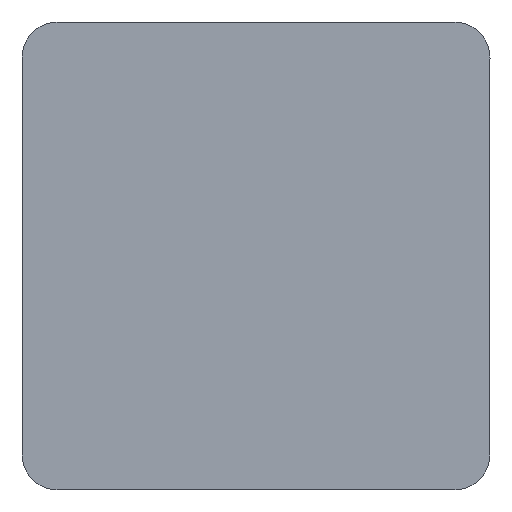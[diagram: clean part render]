
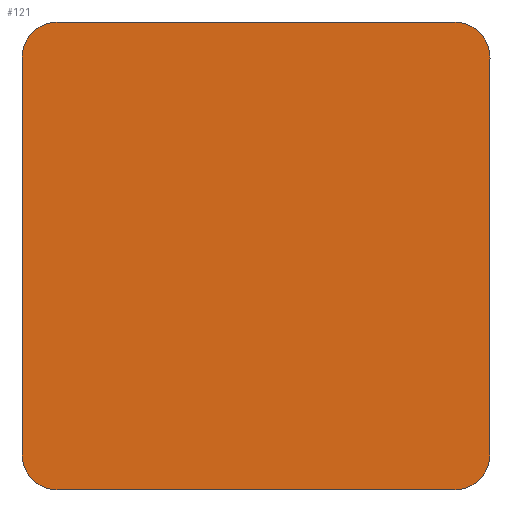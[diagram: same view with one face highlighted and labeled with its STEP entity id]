
A CAD part, top view. The second image highlights one B-rep face of the part: STEP entity #121.
In plain terms, the highlighted planar face has unit normal (0, 0, 1).
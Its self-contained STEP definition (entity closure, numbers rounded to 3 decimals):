
#79=VERTEX_POINT('',#197);
#97=VERTEX_POINT('',#218);
#99=EDGE_CURVE('',#171,#159,#220,.T.);
#101=EDGE_CURVE('',#97,#79,#222,.T.);
#111=EDGE_CURVE('',#159,#169,#233,.T.);
#113=VERTEX_POINT('',#235);
#117=VERTEX_POINT('',#239);
#119=EDGE_CURVE('',#117,#113,#241,.T.);
#121=ADVANCED_FACE('',(#243),#244,.T.);
#139=EDGE_CURVE('',#79,#141,#264,.T.);
#141=VERTEX_POINT('',#266);
#147=EDGE_CURVE('',#113,#97,#273,.T.);
#153=EDGE_CURVE('',#141,#171,#279,.T.);
#159=VERTEX_POINT('',#286);
#163=EDGE_CURVE('',#169,#117,#290,.T.);
#169=VERTEX_POINT('',#296);
#171=VERTEX_POINT('',#298);
#197=CARTESIAN_POINT('',(15.58,14.38,0.0));
#218=CARTESIAN_POINT('',(15.58,1.2,0.0));
#220=CIRCLE('',#346,1.2);
#222=LINE('',#349,#350);
#233=LINE('',#366,#367);
#235=CARTESIAN_POINT('',(14.38,0.0,0.0));
#239=CARTESIAN_POINT('',(1.2,0.0,0.0));
#241=LINE('',#376,#377);
#243=FACE_OUTER_BOUND('',#379,.T.);
#244=PLANE('',#380);
#264=CIRCLE('',#407,1.2);
#266=CARTESIAN_POINT('',(14.38,15.58,0.0));
#273=CIRCLE('',#419,1.2);
#279=LINE('',#428,#429);
#286=CARTESIAN_POINT('',(0.,14.38,0.0));
#290=CIRCLE('',#441,1.2);
#296=CARTESIAN_POINT('',(0.0,1.2,0.0));
#298=CARTESIAN_POINT('',(1.2,15.58,0.0));
#346=AXIS2_PLACEMENT_3D('',#497,#498,#499);
#349=CARTESIAN_POINT('',(15.58,1.2,0.0));
#350=VECTOR('',#500,1.0);
#366=CARTESIAN_POINT('',(0.0,14.38,0.0));
#367=VECTOR('',#511,1.0);
#376=CARTESIAN_POINT('',(1.2,0.0,0.0));
#377=VECTOR('',#512,1.0);
#379=EDGE_LOOP('',(#514,#515,#516,#517,#518,#519,#520,#521));
#380=AXIS2_PLACEMENT_3D('',#522,#523,#524);
#407=AXIS2_PLACEMENT_3D('',#548,#549,#550);
#419=AXIS2_PLACEMENT_3D('',#564,#565,#566);
#428=CARTESIAN_POINT('',(14.38,15.58,0.0));
#429=VECTOR('',#568,1.0);
#441=AXIS2_PLACEMENT_3D('',#577,#578,#579);
#497=CARTESIAN_POINT('',(1.2,14.38,0.0));
#498=DIRECTION('',(0.0,0.0,1.0));
#499=DIRECTION('',(0.,1.0,0.0));
#500=DIRECTION('',(0.0,1.0,0.0));
#511=DIRECTION('',(0.0,-1.0,0.0));
#512=DIRECTION('',(1.0,0.0,0.0));
#514=ORIENTED_EDGE('',*,*,#119,.T.);
#515=ORIENTED_EDGE('',*,*,#147,.T.);
#516=ORIENTED_EDGE('',*,*,#101,.T.);
#517=ORIENTED_EDGE('',*,*,#139,.T.);
#518=ORIENTED_EDGE('',*,*,#153,.T.);
#519=ORIENTED_EDGE('',*,*,#99,.T.);
#520=ORIENTED_EDGE('',*,*,#111,.T.);
#521=ORIENTED_EDGE('',*,*,#163,.T.);
#522=CARTESIAN_POINT('',(7.79,7.79,0.0));
#523=DIRECTION('',(0.0,0.0,1.0));
#524=DIRECTION('',(1.0,0.0,0.0));
#548=CARTESIAN_POINT('',(14.38,14.38,0.0));
#549=DIRECTION('',(0.0,-0.0,1.0));
#550=DIRECTION('',(1.0,0.,0.0));
#564=CARTESIAN_POINT('',(14.38,1.2,0.0));
#565=DIRECTION('',(0.0,0.0,1.0));
#566=DIRECTION('',(0.,-1.0,0.0));
#568=DIRECTION('',(-1.0,0.0,0.0));
#577=CARTESIAN_POINT('',(1.2,1.2,0.0));
#578=DIRECTION('',(0.0,0.0,1.0));
#579=DIRECTION('',(-1.0,0.,0.0));
